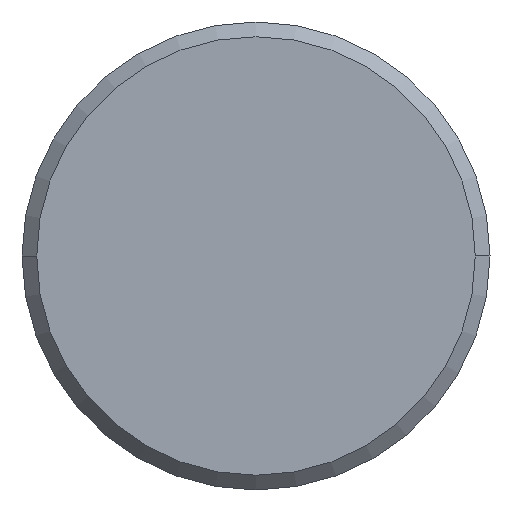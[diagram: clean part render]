
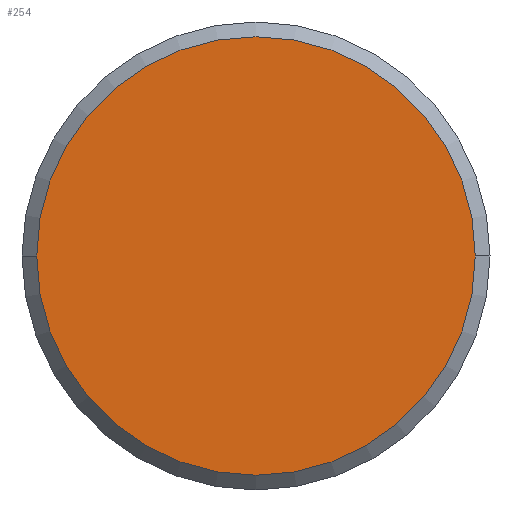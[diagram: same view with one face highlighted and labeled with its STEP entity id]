
A CAD part, left-side view. The second image highlights one B-rep face of the part: STEP entity #254.
In plain terms, the highlighted planar face has unit normal (-1, 0, 0).
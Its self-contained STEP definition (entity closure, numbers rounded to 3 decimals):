
#19 = AXIS2_PLACEMENT_3D ( 'NONE', #113, #461, #255 ) ;
#68 = CIRCLE ( 'NONE', #19, 7.438 ) ;
#88 = VERTEX_POINT ( 'NONE', #240 ) ;
#106 = DIRECTION ( 'NONE',  ( 1., 0., 0. ) ) ;
#113 = CARTESIAN_POINT ( 'NONE',  ( -63.5, 0., 0. ) ) ;
#125 = EDGE_CURVE ( 'NONE', #88, #166, #68, .T. ) ;
#137 = EDGE_LOOP ( 'NONE', ( #214, #417 ) ) ;
#147 = PLANE ( 'NONE',  #383 ) ;
#166 = VERTEX_POINT ( 'NONE', #290 ) ;
#193 = EDGE_CURVE ( 'NONE', #166, #88, #312, .T. ) ;
#214 = ORIENTED_EDGE ( 'NONE', *, *, #125, .F. ) ;
#231 = FACE_OUTER_BOUND ( 'NONE', #137, .T. ) ;
#240 = CARTESIAN_POINT ( 'NONE',  ( -63.5, 7.437, 0. ) ) ;
#248 = CARTESIAN_POINT ( 'NONE',  ( -63.5, 0., 0. ) ) ;
#254 = ADVANCED_FACE ( 'NONE', ( #231 ), #147, .T. ) ;
#255 = DIRECTION ( 'NONE',  ( 0., 1., 0. ) ) ;
#290 = CARTESIAN_POINT ( 'NONE',  ( -63.5, -7.438, 0. ) ) ;
#298 = AXIS2_PLACEMENT_3D ( 'NONE', #320, #106, #345 ) ;
#312 = CIRCLE ( 'NONE', #298, 7.438 ) ;
#320 = CARTESIAN_POINT ( 'NONE',  ( -63.5, 0., 0. ) ) ;
#345 = DIRECTION ( 'NONE',  ( 0., 1., 0. ) ) ;
#381 = DIRECTION ( 'NONE',  ( 0., -1., 0. ) ) ;
#383 = AXIS2_PLACEMENT_3D ( 'NONE', #248, #447, #381 ) ;
#417 = ORIENTED_EDGE ( 'NONE', *, *, #193, .F. ) ;
#447 = DIRECTION ( 'NONE',  ( -1., 0., 0. ) ) ;
#461 = DIRECTION ( 'NONE',  ( 1., 0., 0. ) ) ;
